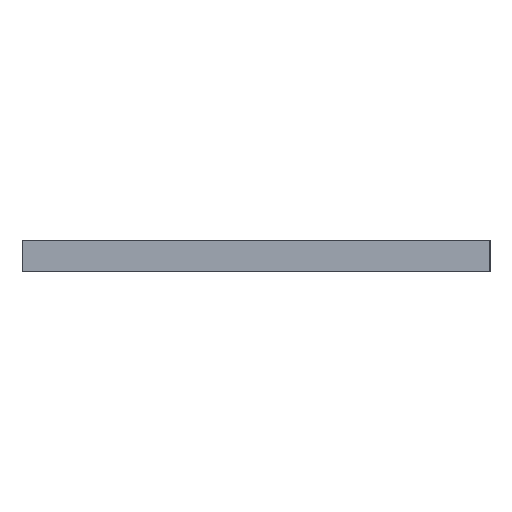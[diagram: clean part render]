
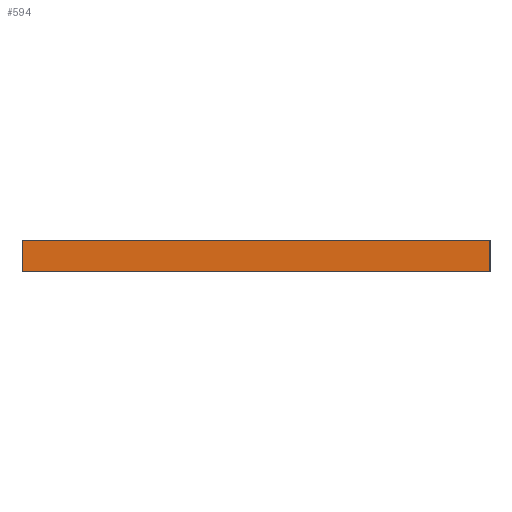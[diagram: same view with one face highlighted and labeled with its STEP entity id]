
A CAD part, left-side view. The second image highlights one B-rep face of the part: STEP entity #594.
In plain terms, the highlighted planar face has unit normal (-1, 0, 0).
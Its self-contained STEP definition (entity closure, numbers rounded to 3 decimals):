
#4 = DIRECTION ( 'NONE',  ( 0., 0., -1. ) ) ;
#5 = CARTESIAN_POINT ( 'NONE',  ( -77.5, 75., 10. ) ) ;
#33 = ORIENTED_EDGE ( 'NONE', *, *, #75, .T. ) ;
#37 = VERTEX_POINT ( 'NONE', #281 ) ;
#75 = EDGE_CURVE ( 'NONE', #778, #37, #564, .T. ) ;
#76 = CARTESIAN_POINT ( 'NONE',  ( -77.5, 75., 0. ) ) ;
#92 = DIRECTION ( 'NONE',  ( 0., 0., -1. ) ) ;
#103 = LINE ( 'NONE', #784, #737 ) ;
#116 = LINE ( 'NONE', #731, #1006 ) ;
#119 = VECTOR ( 'NONE', #92, 1000. ) ;
#164 = CARTESIAN_POINT ( 'NONE',  ( -77.5, 75., 10. ) ) ;
#166 = EDGE_LOOP ( 'NONE', ( #33, #988, #314, #972 ) ) ;
#210 = AXIS2_PLACEMENT_3D ( 'NONE', #626, #895, #373 ) ;
#248 = VERTEX_POINT ( 'NONE', #164 ) ;
#268 = EDGE_CURVE ( 'NONE', #248, #778, #977, .T. ) ;
#280 = PLANE ( 'NONE',  #210 ) ;
#281 = CARTESIAN_POINT ( 'NONE',  ( -77.5, -75., 0. ) ) ;
#314 = ORIENTED_EDGE ( 'NONE', *, *, #507, .F. ) ;
#373 = DIRECTION ( 'NONE',  ( 0., 0., -1. ) ) ;
#397 = EDGE_CURVE ( 'NONE', #599, #37, #103, .T. ) ;
#465 = CARTESIAN_POINT ( 'NONE',  ( -77.5, -75., 10. ) ) ;
#480 = CARTESIAN_POINT ( 'NONE',  ( -77.5, -75., 0. ) ) ;
#507 = EDGE_CURVE ( 'NONE', #248, #599, #116, .T. ) ;
#564 = LINE ( 'NONE', #480, #923 ) ;
#594 = ADVANCED_FACE ( 'NONE', ( #907 ), #280, .F. ) ;
#599 = VERTEX_POINT ( 'NONE', #465 ) ;
#626 = CARTESIAN_POINT ( 'NONE',  ( -77.5, -75., 10. ) ) ;
#731 = CARTESIAN_POINT ( 'NONE',  ( -77.5, -75., 10. ) ) ;
#737 = VECTOR ( 'NONE', #4, 1000. ) ;
#778 = VERTEX_POINT ( 'NONE', #76 ) ;
#784 = CARTESIAN_POINT ( 'NONE',  ( -77.5, -75., 10. ) ) ;
#828 = DIRECTION ( 'NONE',  ( 0., -1., 0. ) ) ;
#884 = DIRECTION ( 'NONE',  ( 0., -1., 0. ) ) ;
#895 = DIRECTION ( 'NONE',  ( 1., 0., 0. ) ) ;
#907 = FACE_OUTER_BOUND ( 'NONE', #166, .T. ) ;
#923 = VECTOR ( 'NONE', #828, 1000. ) ;
#972 = ORIENTED_EDGE ( 'NONE', *, *, #268, .T. ) ;
#977 = LINE ( 'NONE', #5, #119 ) ;
#988 = ORIENTED_EDGE ( 'NONE', *, *, #397, .F. ) ;
#1006 = VECTOR ( 'NONE', #884, 1000. ) ;
